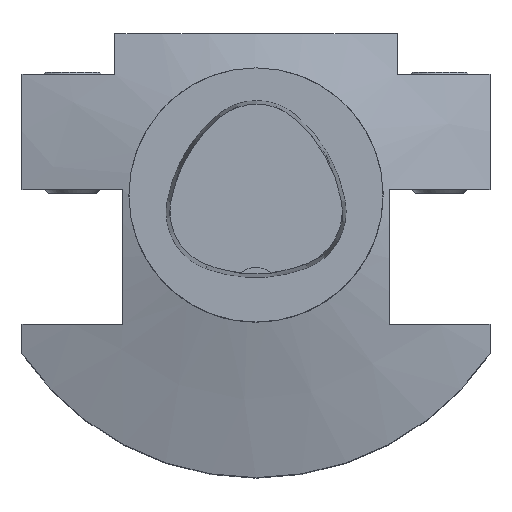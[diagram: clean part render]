
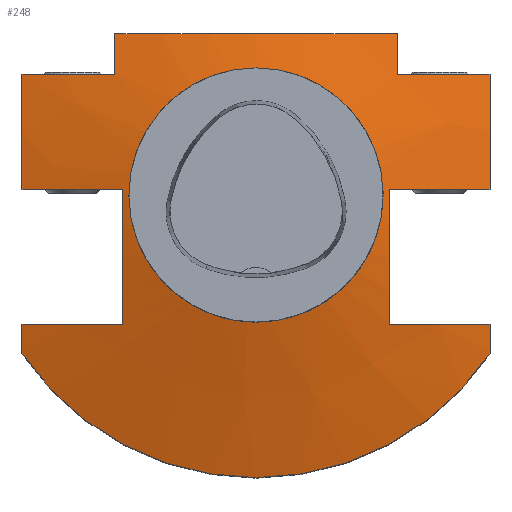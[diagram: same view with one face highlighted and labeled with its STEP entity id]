
A CAD part, top view. The second image highlights one B-rep face of the part: STEP entity #248.
In plain terms, the highlighted conical face has half-angle 75 degrees and reference radius 31.5 mm.
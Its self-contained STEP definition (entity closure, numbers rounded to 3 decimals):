
#45=CONICAL_SURFACE('',#1722,31.5,75.);
#89=CIRCLE('',#1676,31.5);
#107=CIRCLE('',#1721,70.);
#161=FACE_BOUND('',#516,.T.);
#162=FACE_BOUND('',#517,.T.);
#248=ADVANCED_FACE('',(#161,#162),#45,.T.);
#516=EDGE_LOOP('',(#801,#802,#803,#804,#805,#806,#807,#808,#809,#810,#811,
#812,#813,#814,#815,#816));
#517=EDGE_LOOP('',(#817));
#629=B_SPLINE_CURVE_WITH_KNOTS('',3,(#2326,#2327,#2328,#2329),
 .UNSPECIFIED.,.F.,.F.,(4,4),(0.,1.),.UNSPECIFIED.);
#630=B_SPLINE_CURVE_WITH_KNOTS('',3,(#2333,#2334,#2335,#2336),
 .UNSPECIFIED.,.F.,.F.,(4,4),(0.,1.),.UNSPECIFIED.);
#633=B_SPLINE_CURVE_WITH_KNOTS('',3,(#2458,#2459,#2460,#2461),
 .UNSPECIFIED.,.F.,.F.,(4,4),(0.,1.),.UNSPECIFIED.);
#634=B_SPLINE_CURVE_WITH_KNOTS('',3,(#2463,#2464,#2465,#2466),
 .UNSPECIFIED.,.F.,.F.,(4,4),(0.,1.),.UNSPECIFIED.);
#635=B_SPLINE_CURVE_WITH_KNOTS('',3,(#2468,#2469,#2470,#2471),
 .UNSPECIFIED.,.F.,.F.,(4,4),(0.,1.),.UNSPECIFIED.);
#636=B_SPLINE_CURVE_WITH_KNOTS('',3,(#2473,#2474,#2475,#2476),
 .UNSPECIFIED.,.F.,.F.,(4,4),(0.,1.),.UNSPECIFIED.);
#637=B_SPLINE_CURVE_WITH_KNOTS('',3,(#2478,#2479,#2480,#2481),
 .UNSPECIFIED.,.F.,.F.,(4,4),(0.,1.),.UNSPECIFIED.);
#638=B_SPLINE_CURVE_WITH_KNOTS('',3,(#2483,#2484,#2485,#2486),
 .UNSPECIFIED.,.F.,.F.,(4,4),(0.,1.),.UNSPECIFIED.);
#639=B_SPLINE_CURVE_WITH_KNOTS('',3,(#2488,#2489,#2490,#2491,#2492,#2493),
 .UNSPECIFIED.,.F.,.F.,(4,2,4),(0.,0.5,1.),.UNSPECIFIED.);
#640=B_SPLINE_CURVE_WITH_KNOTS('',3,(#2495,#2496,#2497,#2498),
 .UNSPECIFIED.,.F.,.F.,(4,4),(0.,1.),.UNSPECIFIED.);
#641=B_SPLINE_CURVE_WITH_KNOTS('',3,(#2500,#2501,#2502,#2503),
 .UNSPECIFIED.,.F.,.F.,(4,4),(0.,1.),.UNSPECIFIED.);
#642=B_SPLINE_CURVE_WITH_KNOTS('',3,(#2505,#2506,#2507,#2508),
 .UNSPECIFIED.,.F.,.F.,(4,4),(0.,1.),.UNSPECIFIED.);
#643=B_SPLINE_CURVE_WITH_KNOTS('',3,(#2510,#2511,#2512,#2513),
 .UNSPECIFIED.,.F.,.F.,(4,4),(0.,1.),.UNSPECIFIED.);
#644=B_SPLINE_CURVE_WITH_KNOTS('',3,(#2515,#2516,#2517,#2518),
 .UNSPECIFIED.,.F.,.F.,(4,4),(0.,1.),.UNSPECIFIED.);
#645=B_SPLINE_CURVE_WITH_KNOTS('',3,(#2520,#2521,#2522,#2523),
 .UNSPECIFIED.,.F.,.F.,(4,4),(0.,1.),.UNSPECIFIED.);
#801=ORIENTED_EDGE('',*,*,#1318,.F.);
#802=ORIENTED_EDGE('',*,*,#1319,.F.);
#803=ORIENTED_EDGE('',*,*,#1320,.F.);
#804=ORIENTED_EDGE('',*,*,#1321,.F.);
#805=ORIENTED_EDGE('',*,*,#1322,.F.);
#806=ORIENTED_EDGE('',*,*,#1323,.F.);
#807=ORIENTED_EDGE('',*,*,#1324,.F.);
#808=ORIENTED_EDGE('',*,*,#1325,.F.);
#809=ORIENTED_EDGE('',*,*,#1326,.F.);
#810=ORIENTED_EDGE('',*,*,#1327,.F.);
#811=ORIENTED_EDGE('',*,*,#1328,.F.);
#812=ORIENTED_EDGE('',*,*,#1329,.F.);
#813=ORIENTED_EDGE('',*,*,#1330,.F.);
#814=ORIENTED_EDGE('',*,*,#1264,.F.);
#815=ORIENTED_EDGE('',*,*,#1331,.T.);
#816=ORIENTED_EDGE('',*,*,#1262,.F.);
#817=ORIENTED_EDGE('',*,*,#1276,.T.);
#1124=VERTEX_POINT('',#2325);
#1125=VERTEX_POINT('',#2330);
#1126=VERTEX_POINT('',#2337);
#1127=VERTEX_POINT('',#2338);
#1138=VERTEX_POINT('',#2362);
#1164=VERTEX_POINT('',#2462);
#1165=VERTEX_POINT('',#2467);
#1166=VERTEX_POINT('',#2472);
#1167=VERTEX_POINT('',#2477);
#1168=VERTEX_POINT('',#2482);
#1169=VERTEX_POINT('',#2487);
#1170=VERTEX_POINT('',#2494);
#1171=VERTEX_POINT('',#2499);
#1172=VERTEX_POINT('',#2504);
#1173=VERTEX_POINT('',#2509);
#1174=VERTEX_POINT('',#2514);
#1175=VERTEX_POINT('',#2519);
#1262=EDGE_CURVE('',#1124,#1125,#629,.T.);
#1264=EDGE_CURVE('',#1126,#1127,#630,.T.);
#1276=EDGE_CURVE('',#1138,#1138,#89,.T.);
#1318=EDGE_CURVE('',#1164,#1124,#633,.T.);
#1319=EDGE_CURVE('',#1165,#1164,#634,.T.);
#1320=EDGE_CURVE('',#1166,#1165,#635,.T.);
#1321=EDGE_CURVE('',#1167,#1166,#636,.T.);
#1322=EDGE_CURVE('',#1168,#1167,#637,.T.);
#1323=EDGE_CURVE('',#1169,#1168,#638,.T.);
#1324=EDGE_CURVE('',#1170,#1169,#639,.T.);
#1325=EDGE_CURVE('',#1171,#1170,#640,.T.);
#1326=EDGE_CURVE('',#1172,#1171,#641,.T.);
#1327=EDGE_CURVE('',#1173,#1172,#642,.T.);
#1328=EDGE_CURVE('',#1174,#1173,#643,.T.);
#1329=EDGE_CURVE('',#1175,#1174,#644,.T.);
#1330=EDGE_CURVE('',#1127,#1175,#645,.T.);
#1331=EDGE_CURVE('',#1126,#1125,#107,.T.);
#1676=AXIS2_PLACEMENT_3D('',#2361,#1887,#1888);
#1721=AXIS2_PLACEMENT_3D('',#2524,#1995,#1996);
#1722=AXIS2_PLACEMENT_3D('',#2525,#1997,#1998);
#1887=DIRECTION('',(0.,0.,-1.));
#1888=DIRECTION('',(-1.,0.,0.));
#1995=DIRECTION('',(0.,0.,1.));
#1996=DIRECTION('',(1.,0.,0.));
#1997=DIRECTION('',(0.,0.,-1.));
#1998=DIRECTION('',(1.,0.,0.));
#2325=CARTESIAN_POINT('',(58.,-32.,-31.309));
#2326=CARTESIAN_POINT('',(58.,-32.,-31.309));
#2327=CARTESIAN_POINT('',(58.,-34.4,-31.62));
#2328=CARTESIAN_POINT('',(58.,-36.799,-31.957));
#2329=CARTESIAN_POINT('',(58.,-39.192,-32.316));
#2330=CARTESIAN_POINT('',(58.,-39.192,-32.316));
#2333=CARTESIAN_POINT('',(-58.,-39.192,-32.316));
#2334=CARTESIAN_POINT('',(-58.,-36.799,-31.957));
#2335=CARTESIAN_POINT('',(-58.,-34.4,-31.62));
#2336=CARTESIAN_POINT('',(-58.,-32.,-31.309));
#2337=CARTESIAN_POINT('',(-58.,-39.192,-32.316));
#2338=CARTESIAN_POINT('',(-58.,-32.,-31.309));
#2361=CARTESIAN_POINT('',(0.,0.,-22.));
#2362=CARTESIAN_POINT('',(-31.5,0.,-22.));
#2458=CARTESIAN_POINT('',(33.,-32.,-25.877));
#2459=CARTESIAN_POINT('',(41.377,-32.,-27.488));
#2460=CARTESIAN_POINT('',(49.696,-32.,-29.361));
#2461=CARTESIAN_POINT('',(58.,-32.,-31.309));
#2462=CARTESIAN_POINT('',(33.,-32.,-25.877));
#2463=CARTESIAN_POINT('',(33.,1.5,-22.411));
#2464=CARTESIAN_POINT('',(33.,-9.8,-22.274));
#2465=CARTESIAN_POINT('',(33.,-20.927,-23.811));
#2466=CARTESIAN_POINT('',(33.,-32.,-25.877));
#2467=CARTESIAN_POINT('',(33.,1.5,-22.411));
#2468=CARTESIAN_POINT('',(58.,1.5,-29.106));
#2469=CARTESIAN_POINT('',(49.667,1.5,-26.874));
#2470=CARTESIAN_POINT('',(41.334,1.5,-24.642));
#2471=CARTESIAN_POINT('',(33.,1.5,-22.411));
#2472=CARTESIAN_POINT('',(58.,1.5,-29.106));
#2473=CARTESIAN_POINT('',(58.,30.,-31.056));
#2474=CARTESIAN_POINT('',(58.,20.535,-29.891));
#2475=CARTESIAN_POINT('',(58.,11.04,-29.172));
#2476=CARTESIAN_POINT('',(58.,1.5,-29.106));
#2477=CARTESIAN_POINT('',(58.,30.,-31.056));
#2478=CARTESIAN_POINT('',(35.,30.,-25.911));
#2479=CARTESIAN_POINT('',(42.7,30.,-27.478));
#2480=CARTESIAN_POINT('',(50.357,30.,-29.237));
#2481=CARTESIAN_POINT('',(58.,30.,-31.056));
#2482=CARTESIAN_POINT('',(35.,30.,-25.911));
#2483=CARTESIAN_POINT('',(35.,40.,-27.801));
#2484=CARTESIAN_POINT('',(35.,36.675,-27.131));
#2485=CARTESIAN_POINT('',(35.,33.342,-26.494));
#2486=CARTESIAN_POINT('',(35.,30.,-25.911));
#2487=CARTESIAN_POINT('',(35.,40.,-27.801));
#2488=CARTESIAN_POINT('',(-35.,40.,-27.801));
#2489=CARTESIAN_POINT('',(-23.405,40.,-25.755));
#2490=CARTESIAN_POINT('',(-11.785,40.,-24.286));
#2491=CARTESIAN_POINT('',(11.579,40.,-24.27));
#2492=CARTESIAN_POINT('',(23.36,40.,-25.747));
#2493=CARTESIAN_POINT('',(35.,40.,-27.801));
#2494=CARTESIAN_POINT('',(-35.,40.,-27.801));
#2495=CARTESIAN_POINT('',(-35.,30.,-25.911));
#2496=CARTESIAN_POINT('',(-35.,33.342,-26.494));
#2497=CARTESIAN_POINT('',(-35.,36.675,-27.131));
#2498=CARTESIAN_POINT('',(-35.,40.,-27.801));
#2499=CARTESIAN_POINT('',(-35.,30.,-25.911));
#2500=CARTESIAN_POINT('',(-58.,30.,-31.056));
#2501=CARTESIAN_POINT('',(-50.357,30.,-29.237));
#2502=CARTESIAN_POINT('',(-42.7,30.,-27.478));
#2503=CARTESIAN_POINT('',(-35.,30.,-25.911));
#2504=CARTESIAN_POINT('',(-58.,30.,-31.056));
#2505=CARTESIAN_POINT('',(-58.,1.5,-29.106));
#2506=CARTESIAN_POINT('',(-58.,11.04,-29.172));
#2507=CARTESIAN_POINT('',(-58.,20.535,-29.891));
#2508=CARTESIAN_POINT('',(-58.,30.,-31.056));
#2509=CARTESIAN_POINT('',(-58.,1.5,-29.106));
#2510=CARTESIAN_POINT('',(-33.,1.5,-22.411));
#2511=CARTESIAN_POINT('',(-41.334,1.5,-24.642));
#2512=CARTESIAN_POINT('',(-49.667,1.5,-26.874));
#2513=CARTESIAN_POINT('',(-58.,1.5,-29.106));
#2514=CARTESIAN_POINT('',(-33.,1.5,-22.411));
#2515=CARTESIAN_POINT('',(-33.,-32.,-25.877));
#2516=CARTESIAN_POINT('',(-33.,-20.927,-23.811));
#2517=CARTESIAN_POINT('',(-33.,-9.8,-22.274));
#2518=CARTESIAN_POINT('',(-33.,1.5,-22.411));
#2519=CARTESIAN_POINT('',(-33.,-32.,-25.877));
#2520=CARTESIAN_POINT('',(-58.,-32.,-31.309));
#2521=CARTESIAN_POINT('',(-49.696,-32.,-29.361));
#2522=CARTESIAN_POINT('',(-41.377,-32.,-27.488));
#2523=CARTESIAN_POINT('',(-33.,-32.,-25.877));
#2524=CARTESIAN_POINT('',(0.,0.,-32.316));
#2525=CARTESIAN_POINT('',(0.,0.,-22.));
